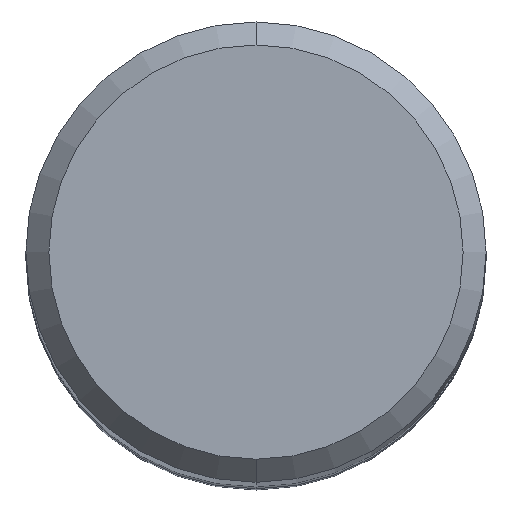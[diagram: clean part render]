
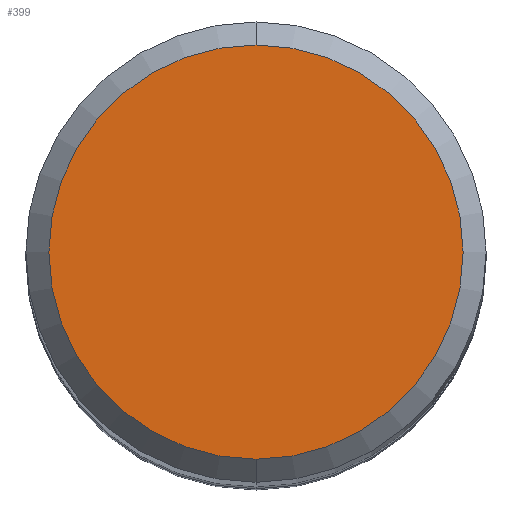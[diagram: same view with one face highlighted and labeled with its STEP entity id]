
A CAD part, top view. The second image highlights one B-rep face of the part: STEP entity #399.
In plain terms, the highlighted planar face has unit normal (0, 0, 1).
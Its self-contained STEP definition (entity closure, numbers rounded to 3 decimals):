
#231=EDGE_CURVE('',#569,#269,#623,.T.);
#269=VERTEX_POINT('',#665);
#399=ADVANCED_FACE('',(#806),#807,.T.);
#513=EDGE_CURVE('',#269,#569,#933,.T.);
#569=VERTEX_POINT('',#996);
#623=CIRCLE('',#1050,3.6);
#665=CARTESIAN_POINT('',(0.,-3.6,0.0));
#806=FACE_OUTER_BOUND('',#1334,.T.);
#807=PLANE('',#1335);
#933=CIRCLE('',#1615,3.6);
#996=CARTESIAN_POINT('',(0.0,3.6,0.0));
#1050=AXIS2_PLACEMENT_3D('',#1809,#1810,#1811);
#1334=EDGE_LOOP('',(#1997,#1998));
#1335=AXIS2_PLACEMENT_3D('',#1999,#2000,#2001);
#1615=AXIS2_PLACEMENT_3D('',#2170,#2171,#2172);
#1809=CARTESIAN_POINT('',(0.0,0.0,0.0));
#1810=DIRECTION('',(0.0,0.0,-1.0));
#1811=DIRECTION('',(0.0,1.0,0.0));
#1997=ORIENTED_EDGE('',*,*,#231,.F.);
#1998=ORIENTED_EDGE('',*,*,#513,.F.);
#1999=CARTESIAN_POINT('',(0.0,1.8,0.0));
#2000=DIRECTION('',(-0.0,0.0,1.0));
#2001=DIRECTION('',(0.0,-1.0,0.0));
#2170=CARTESIAN_POINT('',(0.0,0.0,0.0));
#2171=DIRECTION('',(0.0,0.0,-1.0));
#2172=DIRECTION('',(0.0,1.0,0.0));
